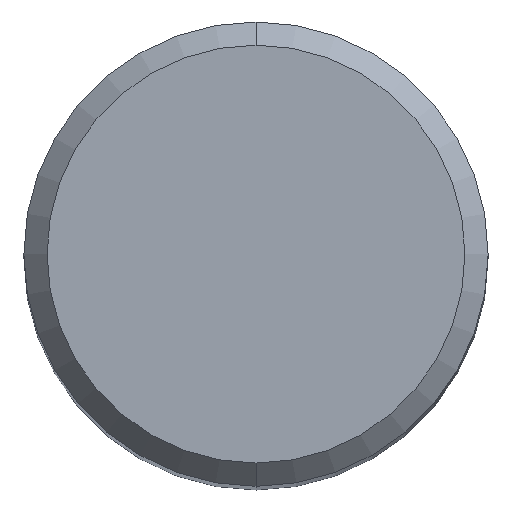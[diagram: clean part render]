
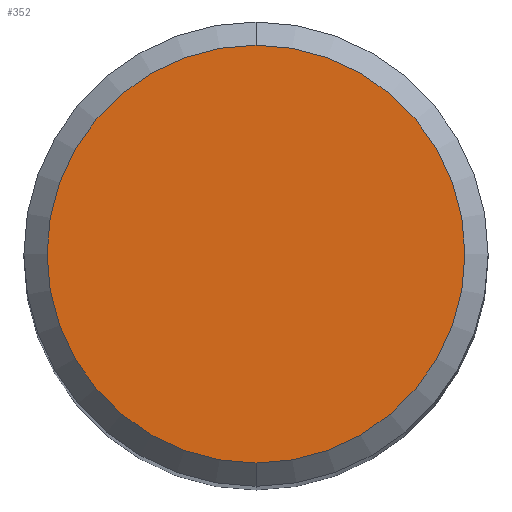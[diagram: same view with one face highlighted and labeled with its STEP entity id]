
A CAD part, top view. The second image highlights one B-rep face of the part: STEP entity #352.
In plain terms, the highlighted planar face has unit normal (0, 0, 1).
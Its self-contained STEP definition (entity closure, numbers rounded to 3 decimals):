
#206=VERTEX_POINT('',#509);
#242=EDGE_CURVE('',#314,#206,#549,.T.);
#286=EDGE_CURVE('',#206,#314,#597,.T.);
#314=VERTEX_POINT('',#628);
#352=ADVANCED_FACE('',(#669),#670,.T.);
#509=CARTESIAN_POINT('',(0.0,5.4,0.0));
#549=CIRCLE('',#958,5.4);
#597=CIRCLE('',#1051,5.4);
#628=CARTESIAN_POINT('',(0.,-5.4,0.0));
#669=FACE_OUTER_BOUND('',#1243,.T.);
#670=PLANE('',#1244);
#958=AXIS2_PLACEMENT_3D('',#1570,#1571,#1572);
#1051=AXIS2_PLACEMENT_3D('',#1620,#1621,#1622);
#1243=EDGE_LOOP('',(#1702,#1703));
#1244=AXIS2_PLACEMENT_3D('',#1704,#1705,#1706);
#1570=CARTESIAN_POINT('',(0.0,0.0,0.0));
#1571=DIRECTION('',(0.0,0.0,-1.0));
#1572=DIRECTION('',(0.0,1.0,0.0));
#1620=CARTESIAN_POINT('',(0.0,0.0,0.0));
#1621=DIRECTION('',(0.0,0.0,-1.0));
#1622=DIRECTION('',(0.0,1.0,0.0));
#1702=ORIENTED_EDGE('',*,*,#286,.F.);
#1703=ORIENTED_EDGE('',*,*,#242,.F.);
#1704=CARTESIAN_POINT('',(0.0,2.7,0.0));
#1705=DIRECTION('',(-0.0,0.0,1.0));
#1706=DIRECTION('',(0.0,-1.0,0.0));
